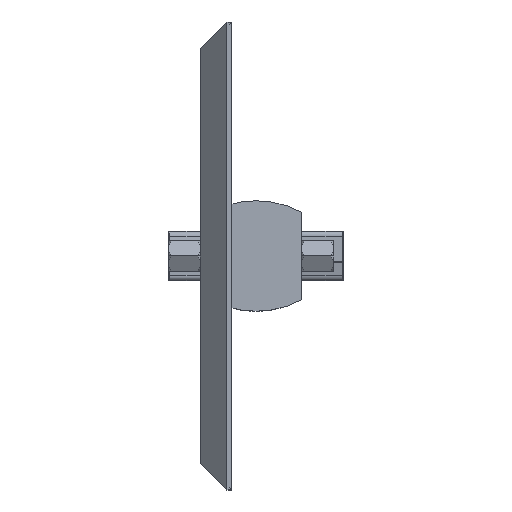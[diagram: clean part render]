
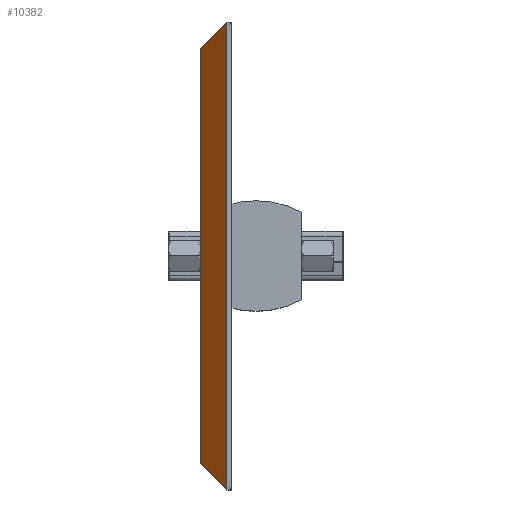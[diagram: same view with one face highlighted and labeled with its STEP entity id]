
A CAD part, left-side view. The second image highlights one B-rep face of the part: STEP entity #10382.
In plain terms, the highlighted planar face has unit normal (-0.707, 0.707, 0).
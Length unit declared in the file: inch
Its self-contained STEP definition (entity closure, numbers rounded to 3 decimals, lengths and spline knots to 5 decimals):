
#1388 = VERTEX_POINT ( 'NONE', #9073 ) ;
#1403 = VERTEX_POINT ( 'NONE', #9122 ) ;
#1425 = EDGE_CURVE ( 'NONE', #1388, #1403, #9154, .T. ) ;
#1763 = VERTEX_POINT ( 'NONE', #9358 ) ;
#9073 = CARTESIAN_POINT ( 'NONE',  ( -2.125, 0.03, -1.25 ) ) ;
#9122 = CARTESIAN_POINT ( 'NONE',  ( -2.125, 0.03, 1.25 ) ) ;
#9151 = DIRECTION ( 'NONE',  ( 0., 0., 1. ) ) ;
#9152 = VECTOR ( 'NONE', #9151, 39.37008 ) ;
#9153 = CARTESIAN_POINT ( 'NONE',  ( -2.125, 0.03, -1.25 ) ) ;
#9154 = LINE ( 'NONE', #9153, #9152 ) ;
#9358 = CARTESIAN_POINT ( 'NONE',  ( -2.285, -0.13, 1.41 ) ) ;
#10382 = ADVANCED_FACE ( 'NONE', ( #17115 ), #17114, .F. ) ;
#10383 = EDGE_LOOP ( 'NONE', ( #10456, #10448, #10440, #10496 ) ) ;
#10412 = EDGE_CURVE ( 'NONE', #1403, #1763, #17101, .T. ) ;
#10439 = EDGE_CURVE ( 'NONE', #10501, #1763, #17136, .T. ) ;
#10440 = ORIENTED_EDGE ( 'NONE', *, *, #10506, .F. ) ;
#10448 = ORIENTED_EDGE ( 'NONE', *, *, #1425, .F. ) ;
#10456 = ORIENTED_EDGE ( 'NONE', *, *, #10412, .F. ) ;
#10496 = ORIENTED_EDGE ( 'NONE', *, *, #10439, .T. ) ;
#10501 = VERTEX_POINT ( 'NONE', #17127 ) ;
#10506 = EDGE_CURVE ( 'NONE', #10501, #1388, #17126, .T. ) ;
#17098 = DIRECTION ( 'NONE',  ( -0.577, -0.577, 0.577 ) ) ;
#17099 = VECTOR ( 'NONE', #17098, 39.37008 ) ;
#17100 = CARTESIAN_POINT ( 'NONE',  ( -1.36464, 0.79036, 0.48964 ) ) ;
#17101 = LINE ( 'NONE', #17100, #17099 ) ;
#17109 = DIRECTION ( 'NONE',  ( 0.707, 0.707, 0. ) ) ;
#17110 = DIRECTION ( 'NONE',  ( 0.707, -0.707, 0. ) ) ;
#17111 = AXIS2_PLACEMENT_3D ( 'NONE', #17113, #17110, #17109 ) ;
#17113 = CARTESIAN_POINT ( 'NONE',  ( -2.34393, -0.18893, -1.46893 ) ) ;
#17114 = PLANE ( 'NONE',  #17111 ) ;
#17115 = FACE_OUTER_BOUND ( 'NONE', #10383, .T. ) ;
#17123 = DIRECTION ( 'NONE',  ( 0.577, 0.577, 0.577 ) ) ;
#17124 = VECTOR ( 'NONE', #17123, 39.37008 ) ;
#17125 = CARTESIAN_POINT ( 'NONE',  ( -2.34393, -0.18893, -1.46893 ) ) ;
#17126 = LINE ( 'NONE', #17125, #17124 ) ;
#17127 = CARTESIAN_POINT ( 'NONE',  ( -2.285, -0.13, -1.41 ) ) ;
#17133 = DIRECTION ( 'NONE',  ( 0., 0., 1. ) ) ;
#17134 = VECTOR ( 'NONE', #17133, 39.37008 ) ;
#17135 = CARTESIAN_POINT ( 'NONE',  ( -2.285, -0.13, -1.41 ) ) ;
#17136 = LINE ( 'NONE', #17135, #17134 ) ;
